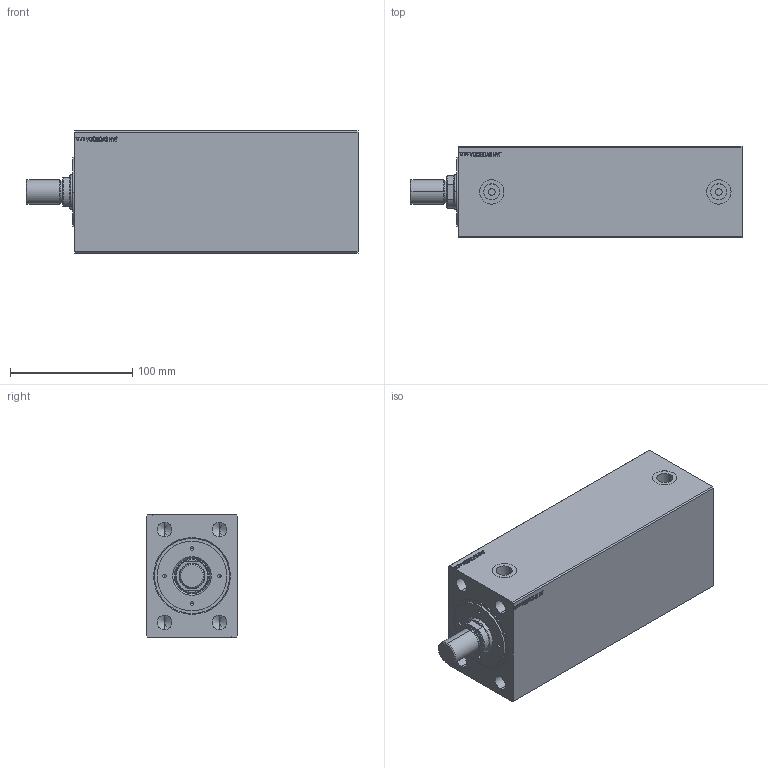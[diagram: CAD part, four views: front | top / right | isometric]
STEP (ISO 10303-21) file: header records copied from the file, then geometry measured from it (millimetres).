
FILE_DESCRIPTION (( 'STEP AP203' ), '1' );
FILE_NAME ('aaba.STEP', '2025-04-15T13:01:03', ( '' ), ( '' ), 'SwSTEP 2.0', 'SolidWorks 2019', '' );
FILE_SCHEMA (( 'CONFIG_CONTROL_DESIGN' ));
Length unit declared in the file: millimetre
Products named in the file (5): V500CZ bc7976ff173f00079db1894f0fb05eaf; V500CZ_B_VC bc7976ff173f00079db1894f0fb05eaf; V500CZ_VNIT豊蚠攘ST bc7976ff173f00079db1894f0fb05eaf; V500CZ_MALE_METRIC bc7976ff173f00079db1894f0fb05eaf; aaba
Assembly tree (4 placements, depth 2):
  aaba
    V500CZ bc7976ff173f00079db1894f0fb05eaf
    V500CZ_VNIT豊蚠攘ST bc7976ff173f00079db1894f0fb05eaf
    V500CZ_MALE_METRIC bc7976ff173f00079db1894f0fb05eaf
    V500CZ_B_VC bc7976ff173f00079db1894f0fb05eaf
Bounding box: 272 x 75 x 100 mm (x, y, z)
Volume: 1515515.5 mm3; surface area: 177695.7 mm2
Topology: 4 solids, 4 shells, 888 faces, 2264 edges, 1481 vertices
Faces by surface type: plane 404, bspline 380, cylinder 62, cone 40, torus 2
Entity records: 44491 total; most frequent: CARTESIAN_POINT 25102, ORIENTED_EDGE 4476, DIRECTION 2650, EDGE_CURVE 2238, VERTEX_POINT 1481, LINE 1328, VECTOR 1328, EDGE_LOOP 1013
